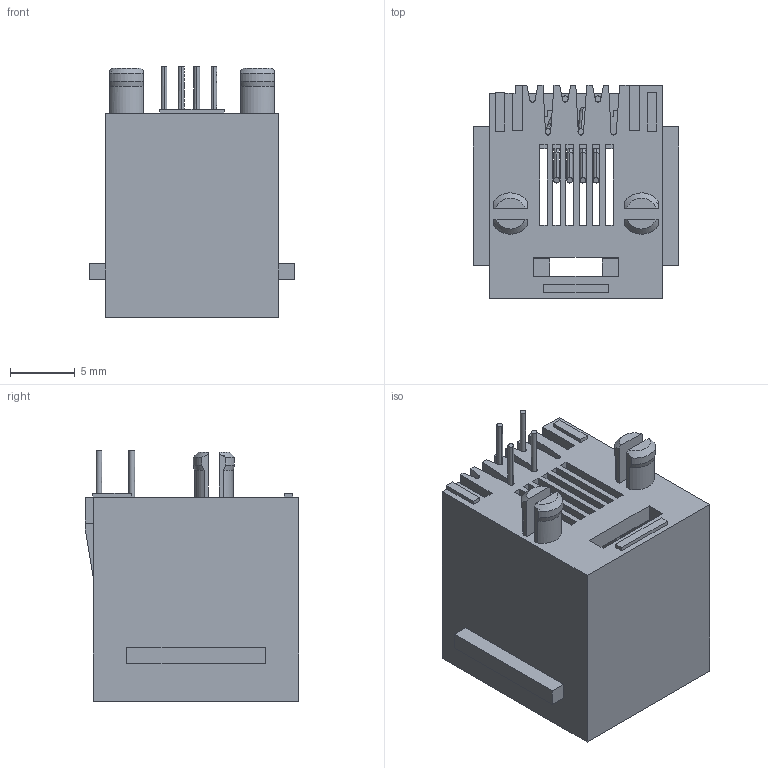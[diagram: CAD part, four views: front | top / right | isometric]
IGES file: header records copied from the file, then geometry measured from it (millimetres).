
Start section:  PTC IGES file: DGKYD5222E1164IWA1DY1017.igs
Global section: file name: DGKYD5222E1164IWA1DY1017.igs; native system: Creo Parametric by PTC Inc.; preprocessor: 2018400; author: Administrator; organization: Unknown; date: 20220309.101502; units: millimetre
Bounding box: 15.95 x 16.5 x 19.4 mm (x, y, z)
Surface area: 2659.8 mm2 (no closed solid volume)
Topology: 0 solids, 0 shells, 341 faces, 2116 edges, 2116 vertices
Faces by surface type: bspline 247, revolution 94
